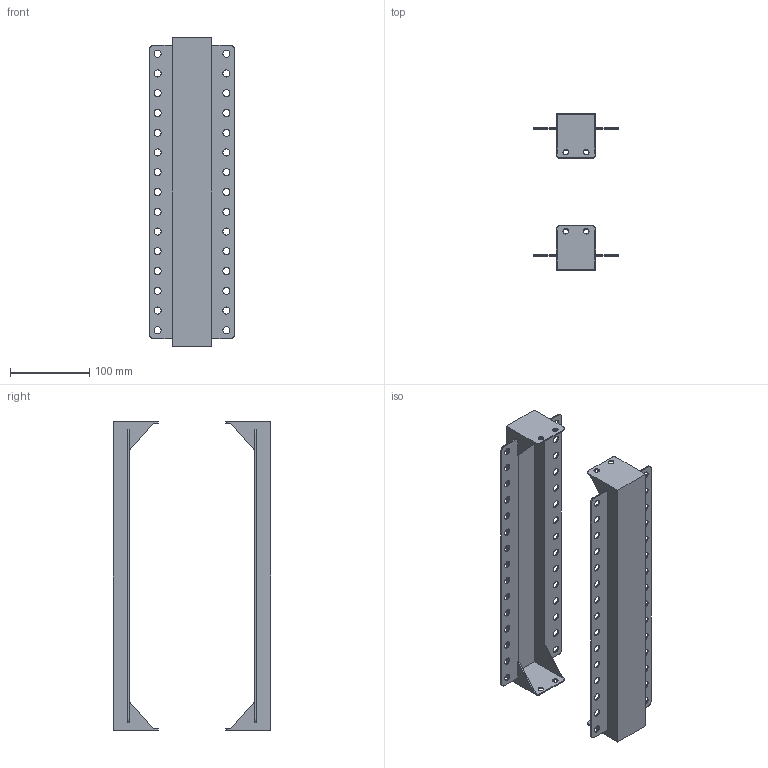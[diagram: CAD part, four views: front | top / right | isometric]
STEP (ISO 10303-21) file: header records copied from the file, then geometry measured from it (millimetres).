
FILE_DESCRIPTION (( 'STEP AP214' ), '1' );
FILE_NAME ('0396-0000-60-07.step', '2023-01-11T07:49:16', ( '' ), ( '' ), 'SwSTEP 2.0', 'SolidWorks 2019', '' );
FILE_SCHEMA (( 'AUTOMOTIVE_DESIGN' ));
Length unit declared in the file: millimetre
Products named in the file (1): 0396-0000-60-07
Bounding box: 107 x 199 x 390 mm (x, y, z)
Volume: 181380.3 mm3; surface area: 247790.2 mm2
Topology: 2 solids, 2 shells, 204 faces, 600 edges, 400 vertices
Faces by surface type: cylinder 152, plane 52
Entity records: 7263 total; most frequent: DIRECTION 1314, CARTESIAN_POINT 1205, ORIENTED_EDGE 1200, EDGE_CURVE 600, AXIS2_PLACEMENT_3D 509, VERTEX_POINT 400, EDGE_LOOP 340, CIRCLE 304
